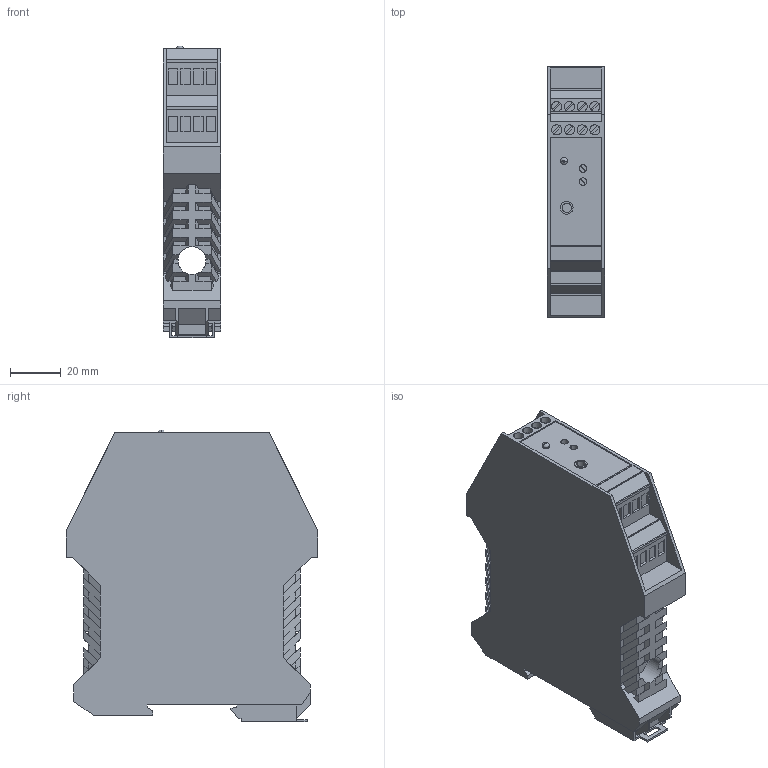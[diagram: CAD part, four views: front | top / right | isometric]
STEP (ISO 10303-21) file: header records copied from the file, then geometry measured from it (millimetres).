
FILE_DESCRIPTION(('Creo Elements/Direct Modeling STEP Export'),'2;1');
FILE_NAME('model.stp','2020-07-23T14:57:29',(''),(''),'Creo Elements/Direct Modeling STEP processor for AP214 (Solid Model)','Creo Elements/Direct Modeling 20.1A 29-Sep-2018 (C) Parametric Technology GmbH','');
FILE_SCHEMA(('AUTOMOTIVE_DESIGN { 1 0 10303 214 1 1 1 1 }'));
Length unit declared in the file: millimetre
Products named in the file (2): MCR-S-10-50-UI-DCI-22.5-select
Assembly tree (1 placements, depth 2):
  MCR-S-10-50-UI-DCI-22.5-select
    MCR-S-10-50-UI-DCI-22.5-select
Bounding box: 22.6 x 99 x 114.73 mm (x, y, z)
Volume: 191158.2 mm3; surface area: 35061.7 mm2
Topology: 1 solids, 1 shells, 514 faces, 1408 edges, 918 vertices
Faces by surface type: plane 484, cylinder 28, torus 2
Entity records: 16588 total; most frequent: ORIENTED_EDGE 2816, CARTESIAN_POINT 2650, DIRECTION 2239, EDGE_CURVE 1408, VECTOR 1225, LINE 1225, VERTEX_POINT 918, EDGE_LOOP 552
